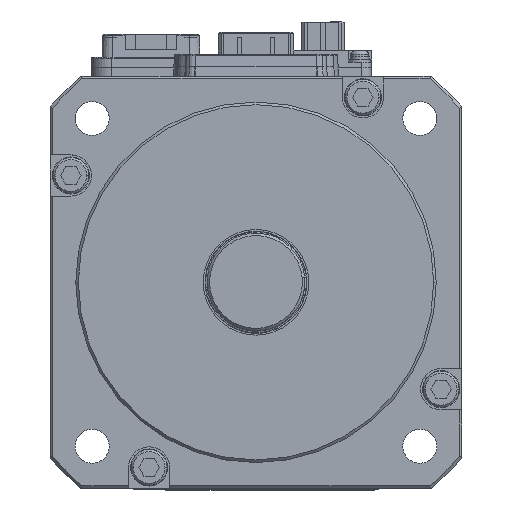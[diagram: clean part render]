
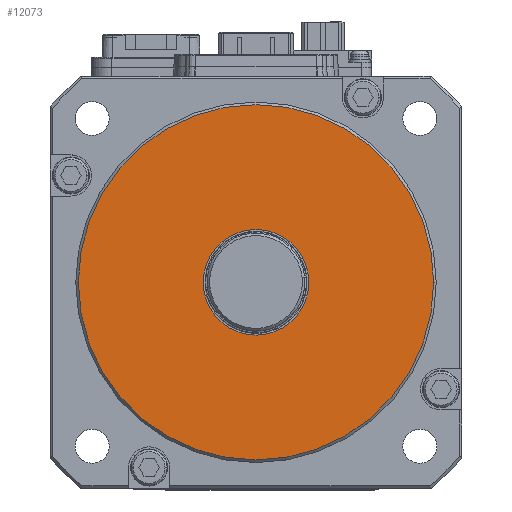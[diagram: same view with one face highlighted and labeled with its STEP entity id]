
A CAD part, top view. The second image highlights one B-rep face of the part: STEP entity #12073.
In plain terms, the highlighted planar face has unit normal (0, 0, 1).
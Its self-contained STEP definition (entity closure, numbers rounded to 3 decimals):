
#12073 = ADVANCED_FACE ( 'NONE', ( #82118, #82071 ), #82117, .T. ) ;
#12824 = CIRCLE ( 'NONE', #12832, 10.25 ) ;
#12832 = AXIS2_PLACEMENT_3D ( 'NONE', #80760, #80761, #80750 ) ;
#12834 = AXIS2_PLACEMENT_3D ( 'NONE', #80743, #80774, #80784 ) ;
#12921 = CIRCLE ( 'NONE', #12834, 34.5 ) ;
#24011 = VERTEX_POINT ( 'NONE', #71328 ) ;
#24089 = VERTEX_POINT ( 'NONE', #71322 ) ;
#24109 = VERTEX_POINT ( 'NONE', #71341 ) ;
#24207 = VERTEX_POINT ( 'NONE', #71424 ) ;
#29483 = AXIS2_PLACEMENT_3D ( 'NONE', #79488, #79465, #79435 ) ;
#29523 = CIRCLE ( 'NONE', #29483, 10.25 ) ;
#29635 = CIRCLE ( 'NONE', #29670, 34.5 ) ;
#29670 = AXIS2_PLACEMENT_3D ( 'NONE', #79846, #79867, #79892 ) ;
#58464 = EDGE_LOOP ( 'NONE', ( #82572, #82516 ) ) ;
#65459 = EDGE_CURVE ( 'NONE', #24089, #24011, #29523, .T. ) ;
#65508 = EDGE_CURVE ( 'NONE', #24109, #24207, #29635, .T. ) ;
#65648 = EDGE_CURVE ( 'NONE', #24207, #24109, #12921, .T. ) ;
#65657 = EDGE_CURVE ( 'NONE', #24011, #24089, #12824, .T. ) ;
#71322 = CARTESIAN_POINT ( 'NONE',  ( -10.25, 0., 68.5 ) ) ;
#71328 = CARTESIAN_POINT ( 'NONE',  ( 10.25, 0., 68.5 ) ) ;
#71341 = CARTESIAN_POINT ( 'NONE',  ( 34.5, 0., 68.5 ) ) ;
#71424 = CARTESIAN_POINT ( 'NONE',  ( -34.5, 0., 68.5 ) ) ;
#73106 = AXIS2_PLACEMENT_3D ( 'NONE', #82104, #82122, #82134 ) ;
#75324 = EDGE_LOOP ( 'NONE', ( #82489, #82565 ) ) ;
#79435 = DIRECTION ( 'NONE',  ( 1., 0., 0. ) ) ;
#79465 = DIRECTION ( 'NONE',  ( 0., 0., 1. ) ) ;
#79488 = CARTESIAN_POINT ( 'NONE',  ( 0., 0., 68.5 ) ) ;
#79846 = CARTESIAN_POINT ( 'NONE',  ( 0., 0., 68.5 ) ) ;
#79867 = DIRECTION ( 'NONE',  ( 0., 0., 1. ) ) ;
#79892 = DIRECTION ( 'NONE',  ( 1., 0., 0. ) ) ;
#80743 = CARTESIAN_POINT ( 'NONE',  ( 0., 0., 68.5 ) ) ;
#80750 = DIRECTION ( 'NONE',  ( 1., 0., 0. ) ) ;
#80760 = CARTESIAN_POINT ( 'NONE',  ( 0., 0., 68.5 ) ) ;
#80761 = DIRECTION ( 'NONE',  ( 0., 0., 1. ) ) ;
#80774 = DIRECTION ( 'NONE',  ( 0., 0., 1. ) ) ;
#80784 = DIRECTION ( 'NONE',  ( 1., 0., 0. ) ) ;
#82071 = FACE_BOUND ( 'NONE', #75324, .T. ) ;
#82104 = CARTESIAN_POINT ( 'NONE',  ( 0., 0., 68.5 ) ) ;
#82117 = PLANE ( 'NONE',  #73106 ) ;
#82118 = FACE_OUTER_BOUND ( 'NONE', #58464, .T. ) ;
#82122 = DIRECTION ( 'NONE',  ( 0., 0., 1. ) ) ;
#82134 = DIRECTION ( 'NONE',  ( 1., 0., 0. ) ) ;
#82489 = ORIENTED_EDGE ( 'NONE', *, *, #65459, .F. ) ;
#82516 = ORIENTED_EDGE ( 'NONE', *, *, #65508, .T. ) ;
#82565 = ORIENTED_EDGE ( 'NONE', *, *, #65657, .F. ) ;
#82572 = ORIENTED_EDGE ( 'NONE', *, *, #65648, .T. ) ;
